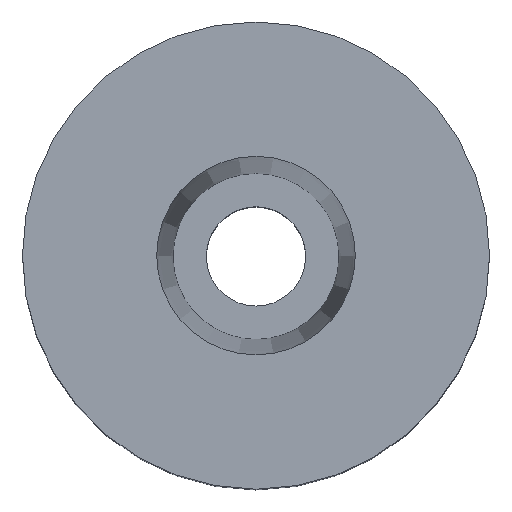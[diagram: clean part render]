
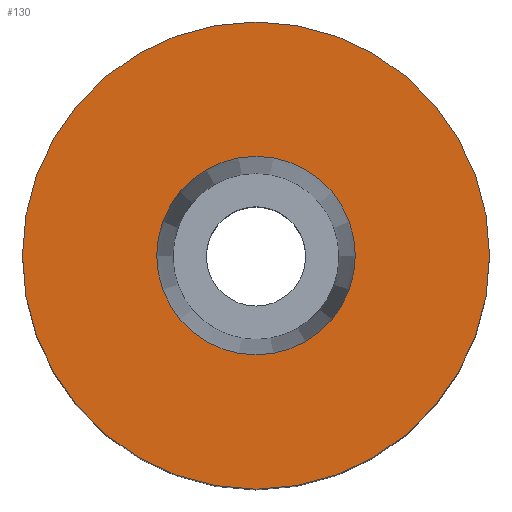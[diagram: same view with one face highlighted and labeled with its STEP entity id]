
A CAD part, top view. The second image highlights one B-rep face of the part: STEP entity #130.
In plain terms, the highlighted planar face has unit normal (0, 0, 1).
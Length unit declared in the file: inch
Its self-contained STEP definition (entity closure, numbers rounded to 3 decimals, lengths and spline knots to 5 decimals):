
#19=FACE_BOUND('',#42,.T.);
#23=PLANE('',#167);
#31=FACE_OUTER_BOUND('',#41,.T.);
#41=EDGE_LOOP('',(#113));
#42=EDGE_LOOP('',(#114));
#63=CIRCLE('',#163,0.06693);
#65=CIRCLE('',#166,0.15748);
#73=VERTEX_POINT('',#235);
#75=VERTEX_POINT('',#241);
#85=EDGE_CURVE('',#73,#73,#63,.T.);
#88=EDGE_CURVE('',#75,#75,#65,.T.);
#113=ORIENTED_EDGE('',*,*,#88,.T.);
#114=ORIENTED_EDGE('',*,*,#85,.T.);
#130=ADVANCED_FACE('',(#31,#19),#23,.T.);
#163=AXIS2_PLACEMENT_3D('',#236,#195,#196);
#166=AXIS2_PLACEMENT_3D('',#242,#202,#203);
#167=AXIS2_PLACEMENT_3D('',#244,#205,#206);
#195=DIRECTION('center_axis',(0.,0.,-1.));
#196=DIRECTION('ref_axis',(1.,0.,0.));
#202=DIRECTION('center_axis',(0.,0.,1.));
#203=DIRECTION('ref_axis',(1.,0.,0.));
#205=DIRECTION('center_axis',(0.,0.,1.));
#206=DIRECTION('ref_axis',(1.,0.,0.));
#235=CARTESIAN_POINT('',(-0.06693,0.,0.51181));
#236=CARTESIAN_POINT('Origin',(0.,0.,0.51181));
#241=CARTESIAN_POINT('',(-0.15748,0.,0.51181));
#242=CARTESIAN_POINT('Origin',(0.,0.,0.51181));
#244=CARTESIAN_POINT('Origin',(0.,0.,0.51181));
